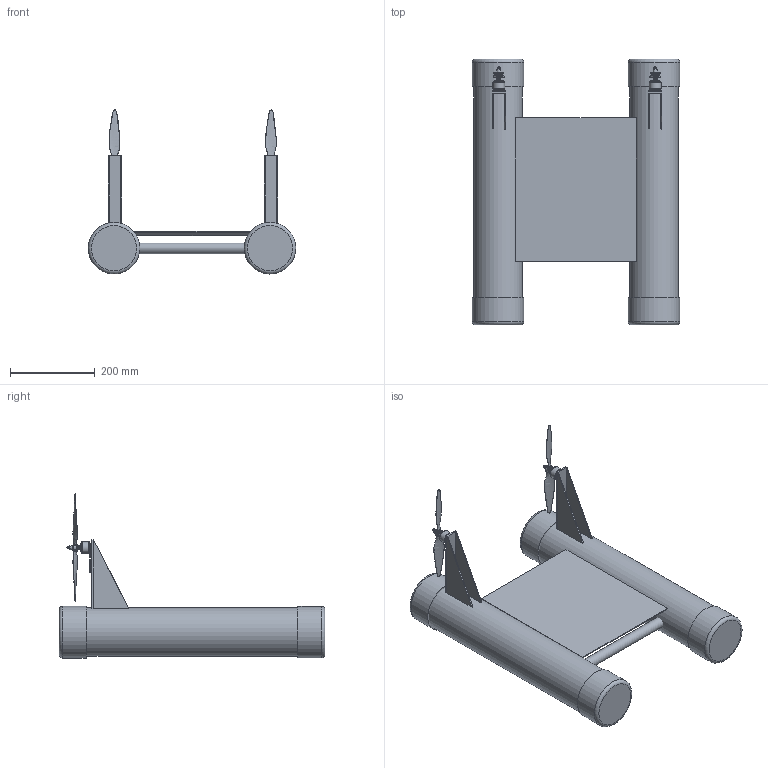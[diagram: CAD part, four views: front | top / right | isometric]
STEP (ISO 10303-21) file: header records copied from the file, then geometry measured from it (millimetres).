
FILE_DESCRIPTION(/* description */ (''),/* implementation_level */ '2;1');
FILE_NAME(/* name */ 'WQMS VESSLE.step',/* time_stamp */ '2024-12-06T10:25:28+01:00',/* author */ (''),/* organization */ (''),/* preprocessor_version */ 'ST-DEVELOPER v20',/* originating_system */ 'Autodesk Translation Framework v13.20.0.188',/* authorisation */ '');
FILE_SCHEMA (('AUTOMOTIVE_DESIGN { 1 0 10303 214 3 1 1 }'));
Products named in the file (19): VESSLE; BLDC_A2212_13T_1000KV_Assemly v2; BLDC_A2212_13T_1000KV_Assemly v2_1; BLDC_A2212_13T_1000KV; BLDC_A2212_13T_1000KV_MountPlate; BLDC_A2212_13T_1000KV_PropCollar; BLDC_A2212_13T_1000KV_PropNut; BLDC_A2212_13T_1000KV_PropThread; Propeller 10x45; Component8; Component9; Component10; Component11; Body5; Component13; Component14; Component15; Component16; Component17
Assembly tree (24 placements, depth 3):
  VESSLE
    BLDC_A2212_13T_1000KV_Assemly v2
      BLDC_A2212_13T_1000KV
      BLDC_A2212_13T_1000KV_MountPlate
      BLDC_A2212_13T_1000KV_PropCollar
      BLDC_A2212_13T_1000KV_PropNut
      BLDC_A2212_13T_1000KV_PropThread
      Propeller 10x45
    BLDC_A2212_13T_1000KV_Assemly v2_1
      BLDC_A2212_13T_1000KV
      BLDC_A2212_13T_1000KV_MountPlate
      BLDC_A2212_13T_1000KV_PropCollar
      BLDC_A2212_13T_1000KV_PropNut
      BLDC_A2212_13T_1000KV_PropThread
      Propeller 10x45
    Component8
    Component9
    Component10
    Component11
    Body5
    Component13
    Component14
    Component15
    Component16
    Component17
Bounding box: 491 x 629 x 388.08 mm (x, y, z)
Volume: 5095283.1 mm3; surface area: 1498153.8 mm2
Topology: 34 solids, 34 shells, 565 faces, 1405 edges, 920 vertices
Faces by surface type: cylinder 215, plane 208, bspline 72, cone 44, torus 24, sphere 2
Full cylindrical faces by diameter (mm): 1.143 x6, 1.651 x12, 2.032 x2, 2.261 x8, 3.048 x8, 3.111 x4, 3.302 x2, 3.454 x8, 3.556 x20, 4.064 x16, 4.826 x20, 5.791 x2, 6 x2, 6.985 x8, 7.62 x2, 8.89 x2, 10.008 x2, 10.033 x2, 10.16 x2, 11.836 x2, 12.065 x2, 24.232 x2, 25.4 x3, 27.178 x4, 27.686 x2, 102.3 x2, 108 x4, 115 x2, 122 x4
Entity records: 40951 total; most frequent: CARTESIAN_POINT 32946, ORIENTED_EDGE 1542, DIRECTION 1510, EDGE_CURVE 771, AXIS2_PLACEMENT_3D 626, VERTEX_POINT 505, EDGE_LOOP 376, FACE_OUTER_BOUND 324
